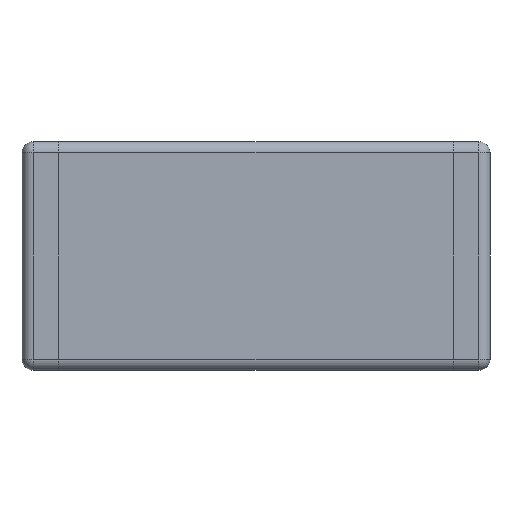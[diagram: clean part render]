
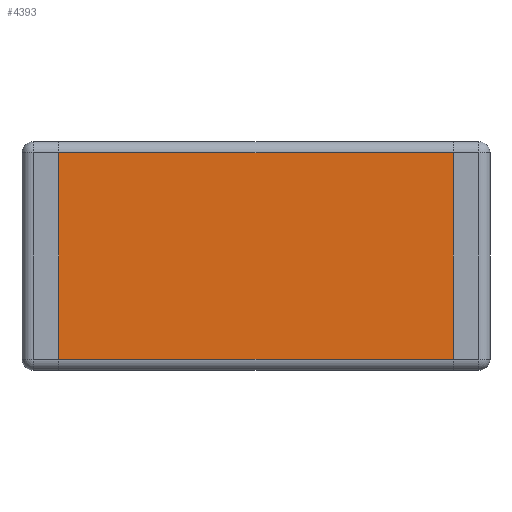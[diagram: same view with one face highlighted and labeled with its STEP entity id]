
A CAD part, front view. The second image highlights one B-rep face of the part: STEP entity #4393.
In plain terms, the highlighted planar face has unit normal (0, -1, 0).
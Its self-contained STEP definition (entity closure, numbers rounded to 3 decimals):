
#54 = ORIENTED_EDGE ( 'NONE', *, *, #4134, .T. ) ;
#97 = FACE_OUTER_BOUND ( 'NONE', #735, .T. ) ;
#396 = CARTESIAN_POINT ( 'NONE',  ( -2.675, 0., 1.4 ) ) ;
#511 = CARTESIAN_POINT ( 'NONE',  ( 2.675, 0., 1.55 ) ) ;
#735 = EDGE_LOOP ( 'NONE', ( #5188, #1168, #54, #3491 ) ) ;
#914 = VERTEX_POINT ( 'NONE', #2499 ) ;
#1168 = ORIENTED_EDGE ( 'NONE', *, *, #1181, .T. ) ;
#1181 = EDGE_CURVE ( 'NONE', #1267, #914, #3737, .T. ) ;
#1267 = VERTEX_POINT ( 'NONE', #396 ) ;
#1464 = DIRECTION ( 'NONE',  ( 0., 0., 1. ) ) ;
#1786 = CARTESIAN_POINT ( 'NONE',  ( -3.175, 0., 1.55 ) ) ;
#2186 = DIRECTION ( 'NONE',  ( 0., 0., -1. ) ) ;
#2384 = CARTESIAN_POINT ( 'NONE',  ( 2.675, 0., 1.4 ) ) ;
#2499 = CARTESIAN_POINT ( 'NONE',  ( -2.675, 0., -1.4 ) ) ;
#2604 = VERTEX_POINT ( 'NONE', #2384 ) ;
#2694 = VECTOR ( 'NONE', #3321, 1000. ) ;
#2707 = DIRECTION ( 'NONE',  ( 0., 1., 0. ) ) ;
#2769 = LINE ( 'NONE', #511, #4265 ) ;
#3126 = AXIS2_PLACEMENT_3D ( 'NONE', #1786, #2707, #4873 ) ;
#3321 = DIRECTION ( 'NONE',  ( -1., 0., 0. ) ) ;
#3491 = ORIENTED_EDGE ( 'NONE', *, *, #5564, .T. ) ;
#3567 = CARTESIAN_POINT ( 'NONE',  ( -2.675, 0., 1.55 ) ) ;
#3736 = LINE ( 'NONE', #4947, #2694 ) ;
#3737 = LINE ( 'NONE', #3567, #5690 ) ;
#4134 = EDGE_CURVE ( 'NONE', #914, #5155, #4655, .T. ) ;
#4265 = VECTOR ( 'NONE', #1464, 1000. ) ;
#4393 = ADVANCED_FACE ( 'NONE', ( #97 ), #5274, .F. ) ;
#4655 = LINE ( 'NONE', #5494, #5657 ) ;
#4873 = DIRECTION ( 'NONE',  ( 0., 0., 1. ) ) ;
#4947 = CARTESIAN_POINT ( 'NONE',  ( -3.175, 0., 1.4 ) ) ;
#5113 = DIRECTION ( 'NONE',  ( 1., 0., 0. ) ) ;
#5155 = VERTEX_POINT ( 'NONE', #5341 ) ;
#5188 = ORIENTED_EDGE ( 'NONE', *, *, #5647, .T. ) ;
#5274 = PLANE ( 'NONE',  #3126 ) ;
#5341 = CARTESIAN_POINT ( 'NONE',  ( 2.675, 0., -1.4 ) ) ;
#5494 = CARTESIAN_POINT ( 'NONE',  ( -3.175, 0., -1.4 ) ) ;
#5564 = EDGE_CURVE ( 'NONE', #5155, #2604, #2769, .T. ) ;
#5647 = EDGE_CURVE ( 'NONE', #2604, #1267, #3736, .T. ) ;
#5657 = VECTOR ( 'NONE', #5113, 1000. ) ;
#5690 = VECTOR ( 'NONE', #2186, 1000. ) ;
